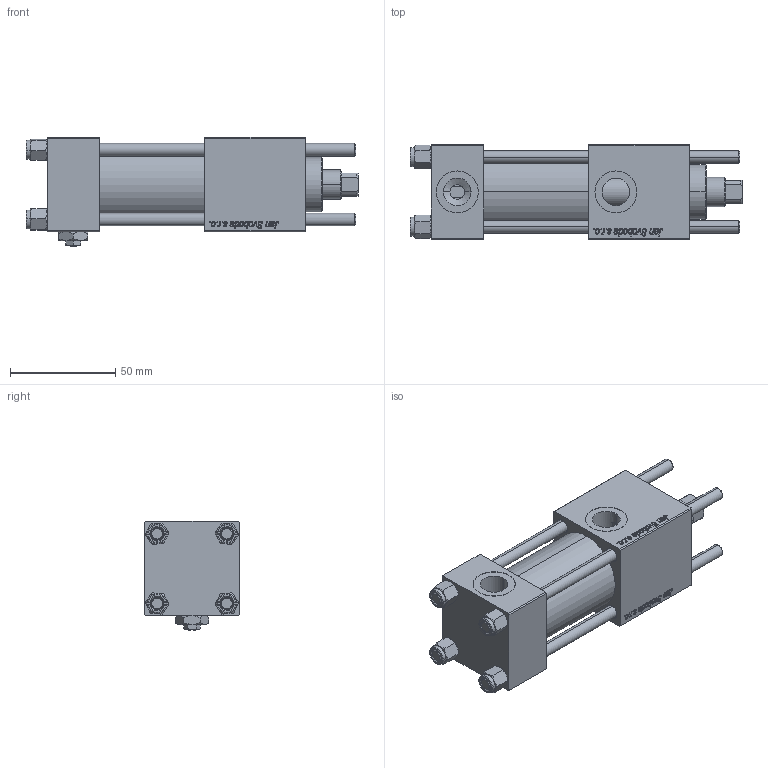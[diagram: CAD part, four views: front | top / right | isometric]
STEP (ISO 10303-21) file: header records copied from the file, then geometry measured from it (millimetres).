
FILE_DESCRIPTION (( 'STEP AP203' ), '1' );
FILE_NAME ('5fcc.STEP', '2022-04-15T06:40:43', ( '' ), ( '' ), 'SwSTEP 2.0', 'SolidWorks 2019', '' );
FILE_SCHEMA (( 'CONFIG_CONTROL_DESIGN' ));
Length unit declared in the file: millimetre
Products named in the file (7): V215CR_VCP_B 0061a7ebeca4269d405e0abf92350bd2; V215CR_B-1 0061a7ebeca4269d405e0abf92350bd2; Zatka_pro_OIL_PORT 0061a7ebeca4269d405e0abf92350bd2; NUT_M5_B 0061a7ebeca4269d405e0abf92350bd2; 5fcc; V215CR_B_TYCINKA 0061a7ebeca4269d405e0abf92350bd2; V215_VC_A 0061a7ebeca4269d405e0abf92350bd2
Assembly tree (12 placements, depth 2):
  5fcc
    V215CR_B-1 0061a7ebeca4269d405e0abf92350bd2
    V215CR_VCP_B 0061a7ebeca4269d405e0abf92350bd2
    NUT_M5_B 0061a7ebeca4269d405e0abf92350bd2  x4
    V215CR_B_TYCINKA 0061a7ebeca4269d405e0abf92350bd2  x4
    V215_VC_A 0061a7ebeca4269d405e0abf92350bd2
    Zatka_pro_OIL_PORT 0061a7ebeca4269d405e0abf92350bd2
Bounding box: 158 x 45 x 52 mm (x, y, z)
Volume: 197394.8 mm3; surface area: 73854.8 mm2
Topology: 12 solids, 12 shells, 1214 faces, 3070 edges, 1985 vertices
Faces by surface type: bspline 504, plane 456, cone 158, cylinder 88, torus 8
Entity records: 58711 total; most frequent: CARTESIAN_POINT 34603, ORIENTED_EDGE 5632, DIRECTION 3160, EDGE_CURVE 2816, VERTEX_POINT 1841, VECTOR 1492, LINE 1492, EDGE_LOOP 1221
